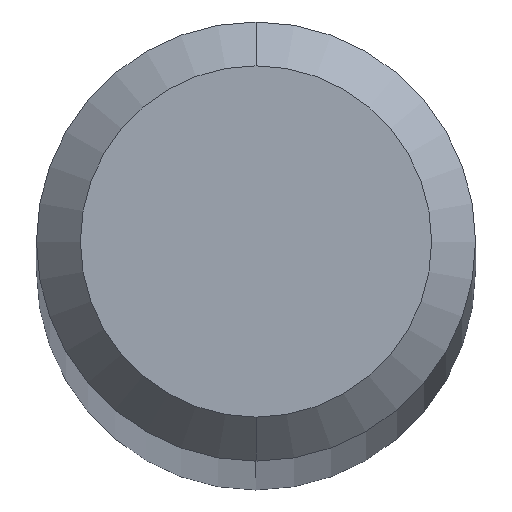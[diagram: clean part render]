
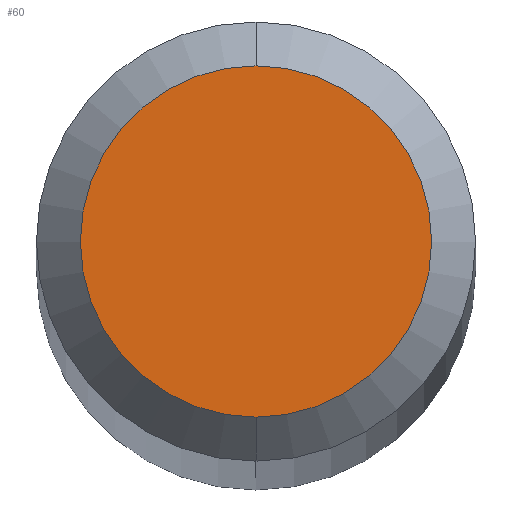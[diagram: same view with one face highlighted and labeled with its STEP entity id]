
A CAD part, top view. The second image highlights one B-rep face of the part: STEP entity #60.
In plain terms, the highlighted planar face has unit normal (0, 0, 1).
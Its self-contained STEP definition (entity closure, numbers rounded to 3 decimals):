
#2 = ORIENTED_EDGE ( 'NONE', *, *, #114, .F. ) ;
#5 = CIRCLE ( 'NONE', #166, 0.4 ) ;
#11 = VERTEX_POINT ( 'NONE', #151 ) ;
#44 = CARTESIAN_POINT ( 'NONE',  ( 0., 0., 38. ) ) ;
#45 = DIRECTION ( 'NONE',  ( 0., 0., -1. ) ) ;
#59 = DIRECTION ( 'NONE',  ( 0., 1., 0. ) ) ;
#60 = ADVANCED_FACE ( 'NONE', ( #102 ), #131, .F. ) ;
#102 = FACE_OUTER_BOUND ( 'NONE', #136, .T. ) ;
#110 = DIRECTION ( 'NONE',  ( 0., 0., -1. ) ) ;
#114 = EDGE_CURVE ( 'NONE', #11, #246, #190, .T. ) ;
#128 = DIRECTION ( 'NONE',  ( 0., 1., 0. ) ) ;
#131 = PLANE ( 'NONE',  #233 ) ;
#136 = EDGE_LOOP ( 'NONE', ( #235, #2 ) ) ;
#151 = CARTESIAN_POINT ( 'NONE',  ( 0., -0.4, 38. ) ) ;
#157 = DIRECTION ( 'NONE',  ( 0., 1., 0. ) ) ;
#161 = CARTESIAN_POINT ( 'NONE',  ( 0., 0., 38. ) ) ;
#166 = AXIS2_PLACEMENT_3D ( 'NONE', #161, #110, #157 ) ;
#190 = CIRCLE ( 'NONE', #281, 0.4 ) ;
#205 = CARTESIAN_POINT ( 'NONE',  ( 0., 0.4, 38. ) ) ;
#219 = DIRECTION ( 'NONE',  ( 0., 0., -1. ) ) ;
#221 = EDGE_CURVE ( 'NONE', #246, #11, #5, .T. ) ;
#233 = AXIS2_PLACEMENT_3D ( 'NONE', #44, #219, #59 ) ;
#235 = ORIENTED_EDGE ( 'NONE', *, *, #221, .F. ) ;
#240 = CARTESIAN_POINT ( 'NONE',  ( 0., 0., 38. ) ) ;
#246 = VERTEX_POINT ( 'NONE', #205 ) ;
#281 = AXIS2_PLACEMENT_3D ( 'NONE', #240, #45, #128 ) ;
